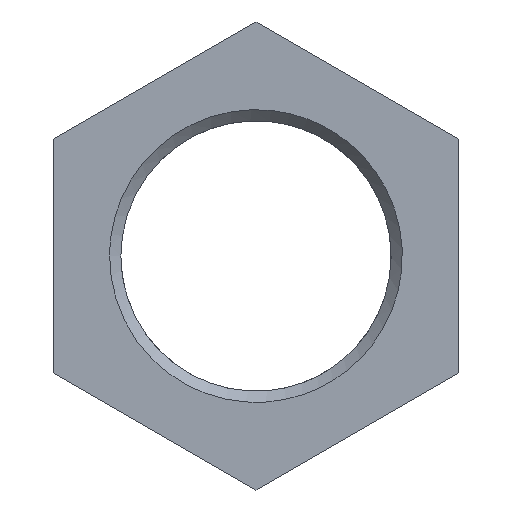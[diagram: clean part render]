
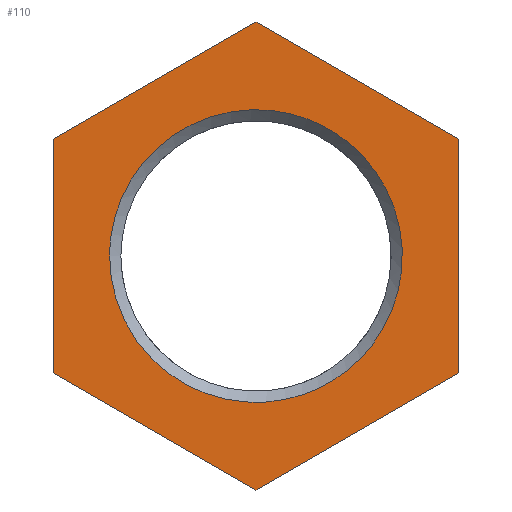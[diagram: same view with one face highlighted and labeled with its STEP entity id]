
A CAD part, front view. The second image highlights one B-rep face of the part: STEP entity #110.
In plain terms, the highlighted free-form (B-spline) face has degree [1, 1] with [2, 2] control points.
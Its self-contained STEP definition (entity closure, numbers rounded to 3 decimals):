
#22 = VERTEX_POINT('',#23);
#23 = CARTESIAN_POINT('',(-12.705,-7.33,
    0.));
#41 = EDGE_CURVE('',#22,#22,#42,.T.);
#42 = ( BOUNDED_CURVE() B_SPLINE_CURVE(2,(#43,#44,#45,#46,#47,#48,#49),
.UNSPECIFIED.,.T.,.F.) B_SPLINE_CURVE_WITH_KNOTS((3,2,2,3),(
    3.142,5.236,7.33,9.425),
.PIECEWISE_BEZIER_KNOTS.) CURVE() GEOMETRIC_REPRESENTATION_ITEM() 
RATIONAL_B_SPLINE_CURVE((1.,0.5,1.,0.5,1.,0.5,1.)) REPRESENTATION_ITEM(
  '') );
#43 = CARTESIAN_POINT('',(-12.705,-7.33,
    0.));
#44 = CARTESIAN_POINT('',(-12.705,-7.33,
    -22.006));
#45 = CARTESIAN_POINT('',(6.353,-7.33,-11.003
    ));
#46 = CARTESIAN_POINT('',(25.41,-7.33,
    0.));
#47 = CARTESIAN_POINT('',(6.353,-7.33,11.003
    ));
#48 = CARTESIAN_POINT('',(-12.705,-7.33,
    22.006));
#49 = CARTESIAN_POINT('',(-12.705,-7.33,
    0.));
#110 = ADVANCED_FACE('',(#111,#155),#158,.F.);
#111 = FACE_BOUND('',#112,.T.);
#112 = EDGE_LOOP('',(#113,#122,#129,#136,#143,#150));
#113 = ORIENTED_EDGE('',*,*,#114,.T.);
#114 = EDGE_CURVE('',#115,#117,#119,.T.);
#115 = VERTEX_POINT('',#116);
#116 = CARTESIAN_POINT('',(17.592,-7.33,
    -10.157));
#117 = VERTEX_POINT('',#118);
#118 = CARTESIAN_POINT('',(17.592,-7.33,
    10.157));
#119 = B_SPLINE_CURVE_WITH_KNOTS('',1,(#120,#121),.UNSPECIFIED.,.F.,.F.,
  (2,2),(-20.785,0.),.PIECEWISE_BEZIER_KNOTS.);
#120 = CARTESIAN_POINT('',(17.592,-7.33,
    -10.157));
#121 = CARTESIAN_POINT('',(17.592,-7.33,
    10.157));
#122 = ORIENTED_EDGE('',*,*,#123,.T.);
#123 = EDGE_CURVE('',#117,#124,#126,.T.);
#124 = VERTEX_POINT('',#125);
#125 = CARTESIAN_POINT('',(0.,-7.33,
    20.313));
#126 = B_SPLINE_CURVE_WITH_KNOTS('',1,(#127,#128),.UNSPECIFIED.,.F.,.F.,
  (2,2),(-20.785,0.),.PIECEWISE_BEZIER_KNOTS.);
#127 = CARTESIAN_POINT('',(17.592,-7.33,
    10.157));
#128 = CARTESIAN_POINT('',(0.,-7.33,
    20.313));
#129 = ORIENTED_EDGE('',*,*,#130,.T.);
#130 = EDGE_CURVE('',#124,#131,#133,.T.);
#131 = VERTEX_POINT('',#132);
#132 = CARTESIAN_POINT('',(-17.592,-7.33,
    10.157));
#133 = B_SPLINE_CURVE_WITH_KNOTS('',1,(#134,#135),.UNSPECIFIED.,.F.,.F.,
  (2,2),(-20.785,0.),.PIECEWISE_BEZIER_KNOTS.);
#134 = CARTESIAN_POINT('',(0.,-7.33,
    20.313));
#135 = CARTESIAN_POINT('',(-17.592,-7.33,
    10.157));
#136 = ORIENTED_EDGE('',*,*,#137,.T.);
#137 = EDGE_CURVE('',#131,#138,#140,.T.);
#138 = VERTEX_POINT('',#139);
#139 = CARTESIAN_POINT('',(-17.592,-7.33,
    -10.157));
#140 = B_SPLINE_CURVE_WITH_KNOTS('',1,(#141,#142),.UNSPECIFIED.,.F.,.F.,
  (2,2),(-20.785,0.),.PIECEWISE_BEZIER_KNOTS.);
#141 = CARTESIAN_POINT('',(-17.592,-7.33,
    10.157));
#142 = CARTESIAN_POINT('',(-17.592,-7.33,
    -10.157));
#143 = ORIENTED_EDGE('',*,*,#144,.T.);
#144 = EDGE_CURVE('',#138,#145,#147,.T.);
#145 = VERTEX_POINT('',#146);
#146 = CARTESIAN_POINT('',(0.,-7.33,
    -20.313));
#147 = B_SPLINE_CURVE_WITH_KNOTS('',1,(#148,#149),.UNSPECIFIED.,.F.,.F.,
  (2,2),(-20.785,0.),.PIECEWISE_BEZIER_KNOTS.);
#148 = CARTESIAN_POINT('',(-17.592,-7.33,
    -10.157));
#149 = CARTESIAN_POINT('',(0.,-7.33,
    -20.313));
#150 = ORIENTED_EDGE('',*,*,#151,.T.);
#151 = EDGE_CURVE('',#145,#115,#152,.T.);
#152 = B_SPLINE_CURVE_WITH_KNOTS('',1,(#153,#154),.UNSPECIFIED.,.F.,.F.,
  (2,2),(-20.785,0.),.PIECEWISE_BEZIER_KNOTS.);
#153 = CARTESIAN_POINT('',(0.,-7.33,
    -20.313));
#154 = CARTESIAN_POINT('',(17.592,-7.33,
    -10.157));
#155 = FACE_BOUND('',#156,.T.);
#156 = EDGE_LOOP('',(#157));
#157 = ORIENTED_EDGE('',*,*,#41,.F.);
#158 = B_SPLINE_SURFACE_WITH_KNOTS('',1,1,(
    (#159,#160)
    ,(#161,#162
    )),.UNSPECIFIED.,.F.,.F.,.F.,(2,2),(2,2),(-20.785,
    20.785),(-18.,18.),.PIECEWISE_BEZIER_KNOTS.);
#159 = CARTESIAN_POINT('',(-17.592,-7.33,
    -20.313));
#160 = CARTESIAN_POINT('',(17.592,-7.33,
    -20.313));
#161 = CARTESIAN_POINT('',(-17.592,-7.33,
    20.313));
#162 = CARTESIAN_POINT('',(17.592,-7.33,
    20.313));
